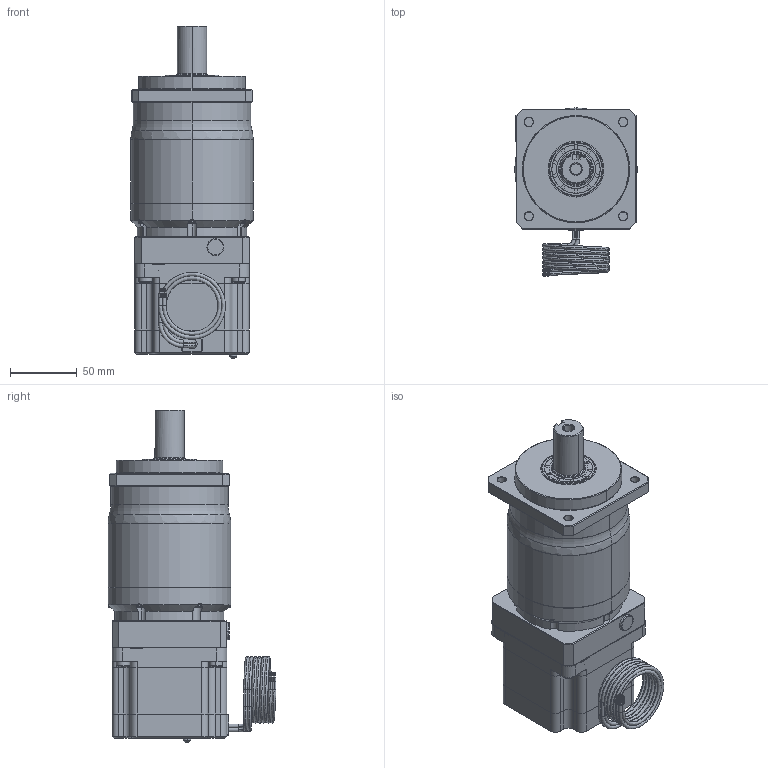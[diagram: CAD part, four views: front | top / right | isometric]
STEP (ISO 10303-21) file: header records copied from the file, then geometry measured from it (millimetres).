
FILE_DESCRIPTION (( 'STEP AP203' ), '1' );
FILE_NAME ('4801N24_NO THREADS_Geared Stepper Motors.STEP', '2024-05-15T13:23:08', ( 'Administrator' ), ( 'Managed by Terraform' ), 'SwSTEP 2.0', 'SolidWorks 2017', '' );
FILE_SCHEMA (( 'CONFIG_CONTROL_DESIGN' ));
Length unit declared in the file: inch
Products named in the file (1): 4801N24_NO THREADS_Geared Stepper Motors
Bounding box: 92 x 125.95 x 249 mm (x, y, z)
Volume: 1392997.2 mm3; surface area: 212929.7 mm2
Topology: 29 solids, 29 shells, 1336 faces, 2943 edges, 1860 vertices
Faces by surface type: cylinder 569, plane 550, cone 141, torus 68, bspline 8
Entity records: 43184 total; most frequent: CARTESIAN_POINT 12436, DIRECTION 6957, ORIENTED_EDGE 5886, EDGE_CURVE 2943, AXIS2_PLACEMENT_3D 2795, VERTEX_POINT 1860, EDGE_LOOP 1601, CIRCLE 1466
